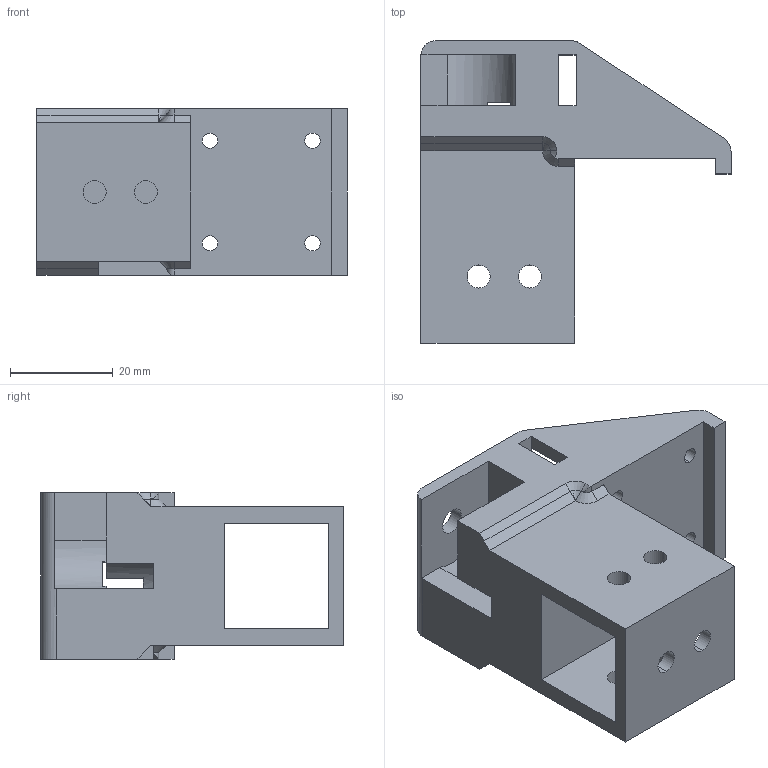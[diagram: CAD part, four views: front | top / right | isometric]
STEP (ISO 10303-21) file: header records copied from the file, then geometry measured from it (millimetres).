
FILE_DESCRIPTION (( 'STEP AP214' ), '1' );
FILE_NAME ('GantryBKT_Mirror.STEP', '2021-08-15T02:37:10', ( '' ), ( '' ), 'SwSTEP 2.0', 'SolidWorks 2020', '' );
FILE_SCHEMA (( 'AUTOMOTIVE_DESIGN' ));
Length unit declared in the file: millimetre
Products named in the file (1): GantryBKT_Mirror
Bounding box: 60.5 x 59 x 32.5 mm (x, y, z)
Volume: 34030.9 mm3; surface area: 16269.5 mm2
Topology: 1 solids, 1 shells, 88 faces, 267 edges, 175 vertices
Faces by surface type: plane 46, cylinder 36, cone 6
Entity records: 3124 total; most frequent: CARTESIAN_POINT 552, ORIENTED_EDGE 532, DIRECTION 530, EDGE_CURVE 266, AXIS2_PLACEMENT_3D 179, VERTEX_POINT 175, VECTOR 172, LINE 172
